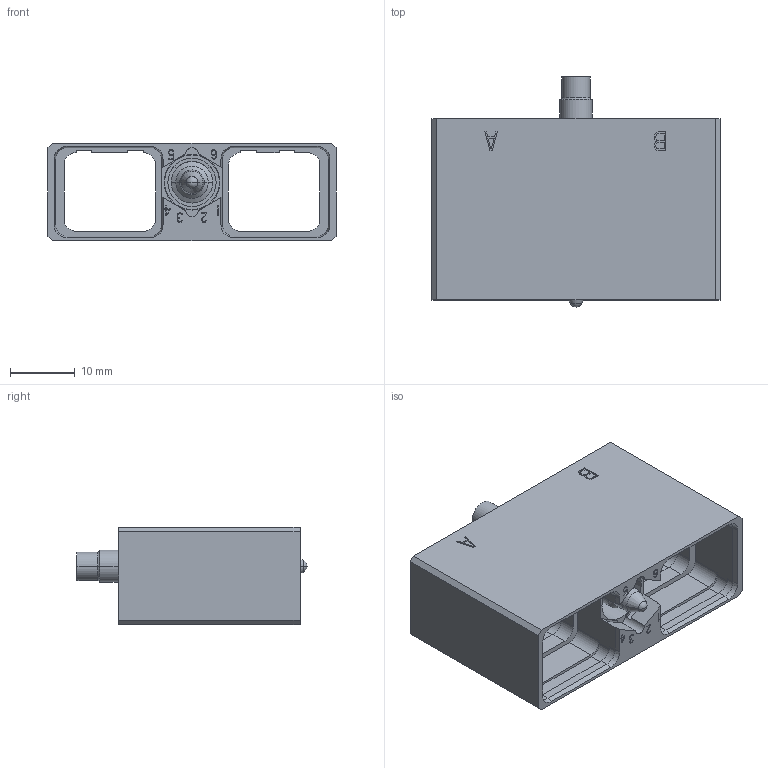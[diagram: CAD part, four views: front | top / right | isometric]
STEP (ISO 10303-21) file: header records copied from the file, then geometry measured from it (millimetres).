
FILE_DESCRIPTION((''),'2;1');
FILE_NAME('SIM2N40V','2019-09-09T',('presta_be4'),(''),'PRO/ENGINEER BY PARAMETRIC TECHNOLOGY CORPORATION, 2014310','PRO/ENGINEER BY PARAMETRIC TECHNOLOGY CORPORATION, 2014310','');
FILE_SCHEMA(('CONFIG_CONTROL_DESIGN'));
Length unit declared in the file: millimetre
Products named in the file (1): SIM2N40V
Bounding box: 44.5 x 35.55 x 15.06 mm (x, y, z)
Volume: 6107.7 mm3; surface area: 8688.3 mm2
Topology: 1 solids, 1 shells, 600 faces, 1631 edges, 1054 vertices
Faces by surface type: plane 428, cylinder 120, cone 32, bspline 10, torus 8, sphere 2
Entity records: 20412 total; most frequent: CARTESIAN_POINT 5098, ORIENTED_EDGE 3254, DIRECTION 3061, EDGE_CURVE 1627, VECTOR 1301, LINE 1301, VERTEX_POINT 1054, AXIS2_PLACEMENT_3D 880
